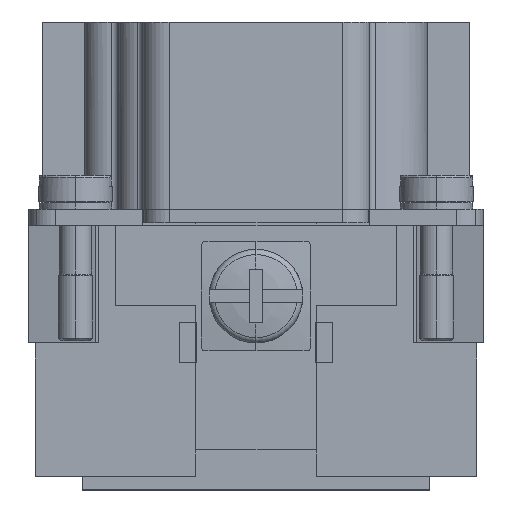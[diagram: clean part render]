
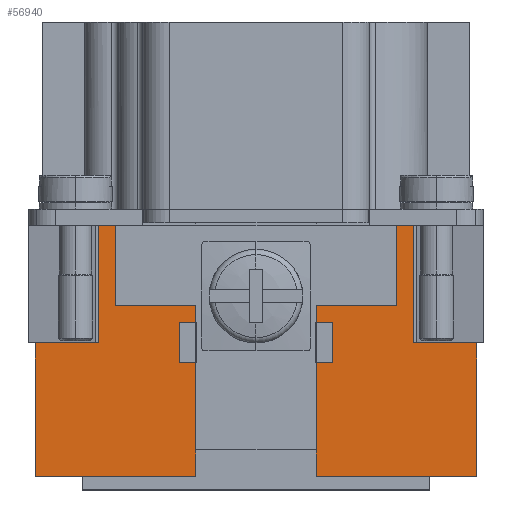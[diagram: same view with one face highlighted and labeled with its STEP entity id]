
A CAD part, left-side view. The second image highlights one B-rep face of the part: STEP entity #56940.
In plain terms, the highlighted planar face has unit normal (-1, 0, 0).
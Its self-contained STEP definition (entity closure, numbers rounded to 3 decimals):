
#273=CARTESIAN_POINT('',(-44.9,0.,-4.5));
#274=VERTEX_POINT('',#273);
#283=CARTESIAN_POINT('',(-44.9,0.,-8.5));
#284=VERTEX_POINT('',#283);
#285=CARTESIAN_POINT('',(-44.9,0.0,-6.5));
#286=DIRECTION('',(1.0,0.0,0.0));
#287=DIRECTION('',(0.0,0.0,1.0));
#288=AXIS2_PLACEMENT_3D('',#285,#286,#287);
#289=CIRCLE('',#288,2.);
#290=EDGE_CURVE('',#284,#274,#289,.T.);
#44963=CARTESIAN_POINT('',(-44.9,-16.5,-20.0));
#44964=VERTEX_POINT('',#44963);
#44971=CARTESIAN_POINT('',(-44.9,-4.5,-20.0));
#44972=VERTEX_POINT('',#44971);
#44973=CARTESIAN_POINT('',(-44.9,-4.5,-20.0));
#44974=DIRECTION('',(0.0,-1.0,0.0));
#44975=VECTOR('',#44974,12.0);
#44976=LINE('',#44973,#44975);
#44977=EDGE_CURVE('',#44972,#44964,#44976,.T.);
#45059=CARTESIAN_POINT('',(-44.9,4.5,-20.0));
#45060=VERTEX_POINT('',#45059);
#45067=CARTESIAN_POINT('',(-44.9,16.5,-20.0));
#45068=VERTEX_POINT('',#45067);
#45069=CARTESIAN_POINT('',(-44.9,16.5,-20.0));
#45070=DIRECTION('',(0.0,-1.0,0.0));
#45071=VECTOR('',#45070,12.0);
#45072=LINE('',#45069,#45071);
#45073=EDGE_CURVE('',#45068,#45060,#45072,.T.);
#47299=CARTESIAN_POINT('',(-44.9,16.5,-10.));
#47300=VERTEX_POINT('',#47299);
#47301=CARTESIAN_POINT('',(-44.9,16.5,-10.));
#47302=DIRECTION('',(0.0,0.0,-1.0));
#47303=VECTOR('',#47302,10.);
#47304=LINE('',#47301,#47303);
#47305=EDGE_CURVE('',#47300,#45068,#47304,.T.);
#47635=CARTESIAN_POINT('',(-44.9,-16.5,-10.));
#47636=VERTEX_POINT('',#47635);
#47643=CARTESIAN_POINT('',(-44.9,-16.5,-10.));
#47644=DIRECTION('',(0.0,0.0,-1.0));
#47645=VECTOR('',#47644,10.);
#47646=LINE('',#47643,#47645);
#47647=EDGE_CURVE('',#47636,#44964,#47646,.T.);
#56539=CARTESIAN_POINT('',(-44.9,8.,1.0));
#56540=VERTEX_POINT('',#56539);
#56548=CARTESIAN_POINT('',(-44.9,-8.139,1.0));
#56549=VERTEX_POINT('',#56548);
#56550=CARTESIAN_POINT('',(-44.9,-8.139,1.0));
#56551=DIRECTION('',(0.0,1.0,0.0));
#56552=VECTOR('',#56551,16.139);
#56553=LINE('',#56550,#56552);
#56554=EDGE_CURVE('',#56549,#56540,#56553,.T.);
#56793=CARTESIAN_POINT('',(-44.9,-8.139,0.0));
#56794=VERTEX_POINT('',#56793);
#56795=CARTESIAN_POINT('',(-44.9,-8.139,1.0));
#56796=DIRECTION('',(0.0,0.0,-1.0));
#56797=VECTOR('',#56796,1.0);
#56798=LINE('',#56795,#56797);
#56799=EDGE_CURVE('',#56549,#56794,#56798,.T.);
#56819=CARTESIAN_POINT('',(-44.9,16.5,0.0));
#56820=DIRECTION('',(-1.0,0.0,0.0));
#56821=DIRECTION('',(0.0,0.0,1.0));
#56822=AXIS2_PLACEMENT_3D('',#56819,#56820,#56821);
#56823=PLANE('',#56822);
#56824=CARTESIAN_POINT('',(-44.9,-11.75,0.0));
#56825=VERTEX_POINT('',#56824);
#56826=CARTESIAN_POINT('',(-44.9,-11.75,0.0));
#56827=DIRECTION('',(0.0,1.0,0.0));
#56828=VECTOR('',#56827,3.611);
#56829=LINE('',#56826,#56828);
#56830=EDGE_CURVE('',#56825,#56794,#56829,.T.);
#56831=ORIENTED_EDGE('',*,*,#56830,.T.);
#56832=ORIENTED_EDGE('',*,*,#56799,.F.);
#56833=ORIENTED_EDGE('',*,*,#56554,.T.);
#56834=CARTESIAN_POINT('',(-44.9,8.,0.0));
#56835=VERTEX_POINT('',#56834);
#56836=CARTESIAN_POINT('',(-44.9,8.,0.0));
#56837=DIRECTION('',(0.0,0.0,1.0));
#56838=VECTOR('',#56837,1.0);
#56839=LINE('',#56836,#56838);
#56840=EDGE_CURVE('',#56835,#56540,#56839,.T.);
#56841=ORIENTED_EDGE('',*,*,#56840,.F.);
#56842=CARTESIAN_POINT('',(-44.9,10.29,0.0));
#56843=VERTEX_POINT('',#56842);
#56844=CARTESIAN_POINT('',(-44.9,8.,0.0));
#56845=DIRECTION('',(0.0,1.0,0.0));
#56846=VECTOR('',#56845,2.29);
#56847=LINE('',#56844,#56846);
#56848=EDGE_CURVE('',#56835,#56843,#56847,.T.);
#56849=ORIENTED_EDGE('',*,*,#56848,.T.);
#56850=CARTESIAN_POINT('',(-44.9,11.75,0.0));
#56851=VERTEX_POINT('',#56850);
#56852=CARTESIAN_POINT('',(-44.9,10.29,0.0));
#56853=DIRECTION('',(0.0,1.0,0.0));
#56854=VECTOR('',#56853,1.46);
#56855=LINE('',#56852,#56854);
#56856=EDGE_CURVE('',#56843,#56851,#56855,.T.);
#56857=ORIENTED_EDGE('',*,*,#56856,.T.);
#56858=CARTESIAN_POINT('',(-44.9,11.75,-10.));
#56859=VERTEX_POINT('',#56858);
#56860=CARTESIAN_POINT('',(-44.9,11.75,0.0));
#56861=DIRECTION('',(0.0,0.0,-1.0));
#56862=VECTOR('',#56861,10.);
#56863=LINE('',#56860,#56862);
#56864=EDGE_CURVE('',#56851,#56859,#56863,.T.);
#56865=ORIENTED_EDGE('',*,*,#56864,.T.);
#56866=CARTESIAN_POINT('',(-44.9,11.75,-10.));
#56867=DIRECTION('',(0.0,1.0,0.0));
#56868=VECTOR('',#56867,4.75);
#56869=LINE('',#56866,#56868);
#56870=EDGE_CURVE('',#56859,#47300,#56869,.T.);
#56871=ORIENTED_EDGE('',*,*,#56870,.T.);
#56872=ORIENTED_EDGE('',*,*,#47305,.T.);
#56873=ORIENTED_EDGE('',*,*,#45073,.T.);
#56874=CARTESIAN_POINT('',(-44.9,4.5,-18.));
#56875=VERTEX_POINT('',#56874);
#56876=CARTESIAN_POINT('',(-44.9,4.5,-20.0));
#56877=DIRECTION('',(0.0,0.0,1.0));
#56878=VECTOR('',#56877,2.);
#56879=LINE('',#56876,#56878);
#56880=EDGE_CURVE('',#45060,#56875,#56879,.T.);
#56881=ORIENTED_EDGE('',*,*,#56880,.T.);
#56882=CARTESIAN_POINT('',(-44.9,4.5,-16.8));
#56883=VERTEX_POINT('',#56882);
#56884=CARTESIAN_POINT('',(-44.9,4.5,-18.));
#56885=DIRECTION('',(0.0,0.0,1.0));
#56886=VECTOR('',#56885,1.2);
#56887=LINE('',#56884,#56886);
#56888=EDGE_CURVE('',#56875,#56883,#56887,.T.);
#56889=ORIENTED_EDGE('',*,*,#56888,.T.);
#56890=CARTESIAN_POINT('',(-44.9,-4.5,-16.8));
#56891=VERTEX_POINT('',#56890);
#56892=CARTESIAN_POINT('',(-44.9,4.5,-16.8));
#56893=DIRECTION('',(0.0,-1.0,0.0));
#56894=VECTOR('',#56893,9.0);
#56895=LINE('',#56892,#56894);
#56896=EDGE_CURVE('',#56883,#56891,#56895,.T.);
#56897=ORIENTED_EDGE('',*,*,#56896,.T.);
#56898=CARTESIAN_POINT('',(-44.9,-4.5,-18.));
#56899=VERTEX_POINT('',#56898);
#56900=CARTESIAN_POINT('',(-44.9,-4.5,-16.8));
#56901=DIRECTION('',(0.0,0.0,-1.0));
#56902=VECTOR('',#56901,1.2);
#56903=LINE('',#56900,#56902);
#56904=EDGE_CURVE('',#56891,#56899,#56903,.T.);
#56905=ORIENTED_EDGE('',*,*,#56904,.T.);
#56906=CARTESIAN_POINT('',(-44.9,-4.5,-18.));
#56907=DIRECTION('',(0.0,0.0,-1.0));
#56908=VECTOR('',#56907,2.);
#56909=LINE('',#56906,#56908);
#56910=EDGE_CURVE('',#56899,#44972,#56909,.T.);
#56911=ORIENTED_EDGE('',*,*,#56910,.T.);
#56912=ORIENTED_EDGE('',*,*,#44977,.T.);
#56913=ORIENTED_EDGE('',*,*,#47647,.F.);
#56914=CARTESIAN_POINT('',(-44.9,-11.75,-10.));
#56915=VERTEX_POINT('',#56914);
#56916=CARTESIAN_POINT('',(-44.9,-16.5,-10.));
#56917=DIRECTION('',(0.0,1.0,0.0));
#56918=VECTOR('',#56917,4.75);
#56919=LINE('',#56916,#56918);
#56920=EDGE_CURVE('',#47636,#56915,#56919,.T.);
#56921=ORIENTED_EDGE('',*,*,#56920,.T.);
#56922=CARTESIAN_POINT('',(-44.9,-11.75,-10.));
#56923=DIRECTION('',(0.0,0.0,1.0));
#56924=VECTOR('',#56923,10.);
#56925=LINE('',#56922,#56924);
#56926=EDGE_CURVE('',#56915,#56825,#56925,.T.);
#56927=ORIENTED_EDGE('',*,*,#56926,.T.);
#56928=EDGE_LOOP('',(#56831,#56832,#56833,#56841,#56849,#56857,#56865,#56871,#56872,#56873,#56881,#56889,#56897,#56905,#56911,#56912,#56913,#56921,#56927));
#56929=FACE_OUTER_BOUND('',#56928,.T.);
#56930=ORIENTED_EDGE('',*,*,#290,.T.);
#56931=CARTESIAN_POINT('',(-44.9,0.0,-6.5));
#56932=DIRECTION('',(1.0,0.0,0.0));
#56933=DIRECTION('',(0.0,0.0,1.0));
#56934=AXIS2_PLACEMENT_3D('',#56931,#56932,#56933);
#56935=CIRCLE('',#56934,2.);
#56936=EDGE_CURVE('',#274,#284,#56935,.T.);
#56937=ORIENTED_EDGE('',*,*,#56936,.T.);
#56938=EDGE_LOOP('',(#56930,#56937));
#56939=FACE_BOUND('',#56938,.T.);
#56940=ADVANCED_FACE('',(#56929,#56939),#56823,.T.);
